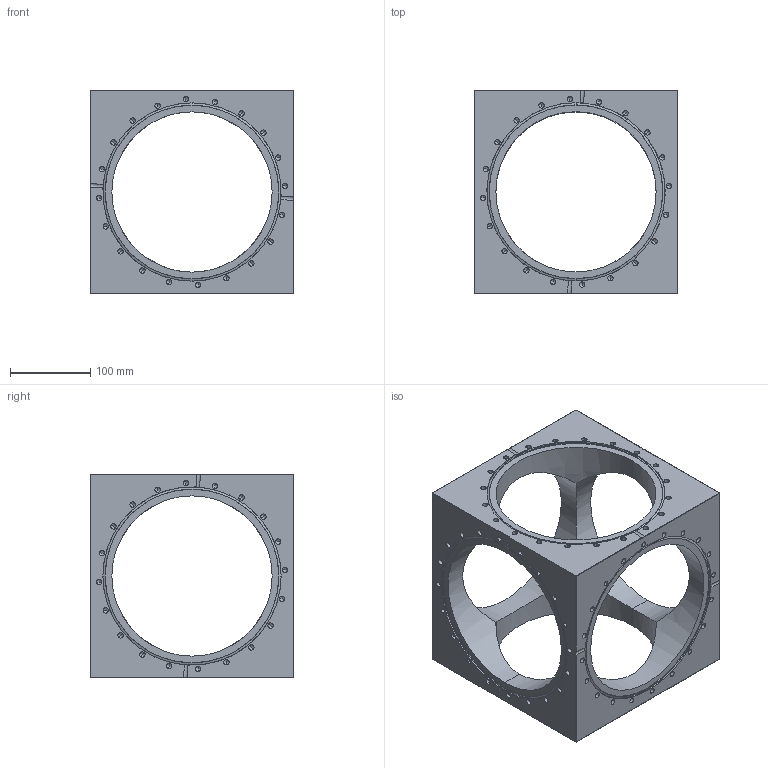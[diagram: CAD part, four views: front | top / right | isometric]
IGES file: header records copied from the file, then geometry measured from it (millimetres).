
Global section: file name: No Iges File Name specified; native system: AutoDesk Inventor R12.0; preprocessor: AutoDesk Inventor Iges Exporter R12.0; date: 20090430.155651; units: millimetre
Bounding box: 254 x 254 x 254 mm (x, y, z)
Volume: 3626934.1 mm3; surface area: 390057.6 mm2
Topology: 1 solids, 1 shells, 590 faces, 1498 edges, 778 vertices
Faces by surface type: bspline 480, revolution 48, cylinder 24, plane 18, cone 12, sphere 8
